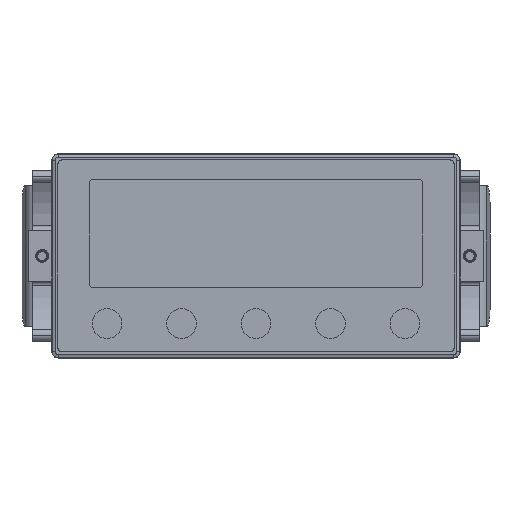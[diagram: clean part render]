
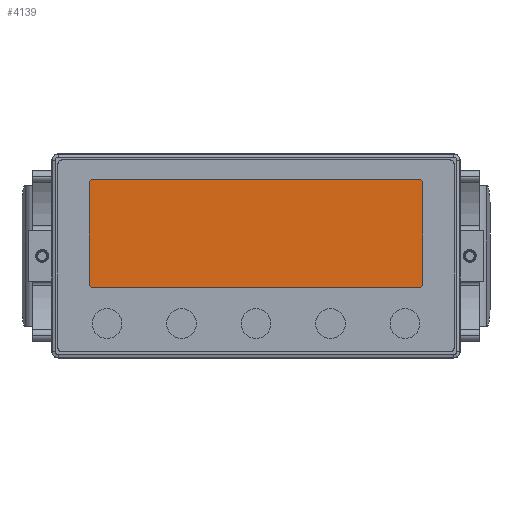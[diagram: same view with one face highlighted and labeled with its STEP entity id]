
A CAD part, top view. The second image highlights one B-rep face of the part: STEP entity #4139.
In plain terms, the highlighted planar face has unit normal (0, 0, 1).
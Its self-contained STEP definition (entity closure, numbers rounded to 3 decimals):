
#515 = CARTESIAN_POINT ( 'NONE',  ( 38.25, 17.02, 3.5 ) ) ;
#1034 = EDGE_CURVE ( 'NONE', #9921, #20854, #39887, .T. ) ;
#1709 = CARTESIAN_POINT ( 'NONE',  ( 39.25, -6.48, 3.5 ) ) ;
#2263 = DIRECTION ( 'NONE',  ( 0., 0., -1. ) ) ;
#2377 = VECTOR ( 'NONE', #2874, 1000. ) ;
#2874 = DIRECTION ( 'NONE',  ( -1., 0., 0. ) ) ;
#3519 = EDGE_CURVE ( 'NONE', #24720, #28920, #13508, .T. ) ;
#3911 = DIRECTION ( 'NONE',  ( 1., 0., 0. ) ) ;
#4139 = ADVANCED_FACE ( 'NONE', ( #12950 ), #33202, .T. ) ;
#4589 = ORIENTED_EDGE ( 'NONE', *, *, #1034, .F. ) ;
#4615 = AXIS2_PLACEMENT_3D ( 'NONE', #515, #24160, #3911 ) ;
#4812 = CARTESIAN_POINT ( 'NONE',  ( -38.25, -7.48, 3.5 ) ) ;
#5260 = EDGE_CURVE ( 'NONE', #20854, #32137, #21320, .T. ) ;
#6572 = CIRCLE ( 'NONE', #26972, 1. ) ;
#7497 = CARTESIAN_POINT ( 'NONE',  ( 38.25, -7.48, 3.5 ) ) ;
#7588 = VERTEX_POINT ( 'NONE', #1709 ) ;
#7776 = CIRCLE ( 'NONE', #28701, 1. ) ;
#8853 = ORIENTED_EDGE ( 'NONE', *, *, #21941, .F. ) ;
#8865 = CARTESIAN_POINT ( 'NONE',  ( -38.25, 17.02, 3.5 ) ) ;
#9515 = VERTEX_POINT ( 'NONE', #41876 ) ;
#9921 = VERTEX_POINT ( 'NONE', #13923 ) ;
#11861 = VECTOR ( 'NONE', #29421, 1000. ) ;
#11887 = CARTESIAN_POINT ( 'NONE',  ( -38.25, 18.02, 3.5 ) ) ;
#12281 = DIRECTION ( 'NONE',  ( 1., 0., 0. ) ) ;
#12856 = ORIENTED_EDGE ( 'NONE', *, *, #29351, .F. ) ;
#12950 = FACE_OUTER_BOUND ( 'NONE', #32373, .T. ) ;
#13508 = LINE ( 'NONE', #26492, #2377 ) ;
#13923 = CARTESIAN_POINT ( 'NONE',  ( -39.25, -6.48, 3.5 ) ) ;
#13945 = DIRECTION ( 'NONE',  ( 1., 0., 0. ) ) ;
#13951 = CARTESIAN_POINT ( 'NONE',  ( 0., 0., 3.5 ) ) ;
#14182 = ORIENTED_EDGE ( 'NONE', *, *, #15266, .F. ) ;
#15266 = EDGE_CURVE ( 'NONE', #23936, #7588, #27423, .T. ) ;
#15720 = ORIENTED_EDGE ( 'NONE', *, *, #26648, .F. ) ;
#16834 = DIRECTION ( 'NONE',  ( 0., 0., -1. ) ) ;
#17337 = DIRECTION ( 'NONE',  ( 1., 0., 0. ) ) ;
#17668 = DIRECTION ( 'NONE',  ( 0., -1., 0. ) ) ;
#18056 = ORIENTED_EDGE ( 'NONE', *, *, #30527, .F. ) ;
#19507 = VECTOR ( 'NONE', #17668, 1000. ) ;
#20854 = VERTEX_POINT ( 'NONE', #29267 ) ;
#21320 = CIRCLE ( 'NONE', #30232, 1. ) ;
#21941 = EDGE_CURVE ( 'NONE', #28920, #9921, #7776, .T. ) ;
#22509 = CARTESIAN_POINT ( 'NONE',  ( -38.25, -6.48, 3.5 ) ) ;
#23936 = VERTEX_POINT ( 'NONE', #42890 ) ;
#24160 = DIRECTION ( 'NONE',  ( 0., 0., -1. ) ) ;
#24720 = VERTEX_POINT ( 'NONE', #7497 ) ;
#25885 = DIRECTION ( 'NONE',  ( 1., 0., 0. ) ) ;
#26492 = CARTESIAN_POINT ( 'NONE',  ( 0., -7.48, 3.5 ) ) ;
#26648 = EDGE_CURVE ( 'NONE', #7588, #24720, #6572, .T. ) ;
#26972 = AXIS2_PLACEMENT_3D ( 'NONE', #37066, #16834, #40465 ) ;
#27423 = LINE ( 'NONE', #37912, #19507 ) ;
#27590 = CIRCLE ( 'NONE', #4615, 1. ) ;
#28701 = AXIS2_PLACEMENT_3D ( 'NONE', #22509, #2263, #25885 ) ;
#28920 = VERTEX_POINT ( 'NONE', #4812 ) ;
#29267 = CARTESIAN_POINT ( 'NONE',  ( -39.25, 17.02, 3.5 ) ) ;
#29282 = CARTESIAN_POINT ( 'NONE',  ( -39.25, 0., 3.5 ) ) ;
#29351 = EDGE_CURVE ( 'NONE', #9515, #23936, #27590, .T. ) ;
#29421 = DIRECTION ( 'NONE',  ( 0., 1., 0. ) ) ;
#30232 = AXIS2_PLACEMENT_3D ( 'NONE', #8865, #32530, #12281 ) ;
#30527 = EDGE_CURVE ( 'NONE', #32137, #9515, #42841, .T. ) ;
#31339 = AXIS2_PLACEMENT_3D ( 'NONE', #13951, #37572, #17337 ) ;
#32137 = VERTEX_POINT ( 'NONE', #11887 ) ;
#32373 = EDGE_LOOP ( 'NONE', ( #4589, #8853, #36263, #15720, #14182, #12856, #18056, #33633 ) ) ;
#32530 = DIRECTION ( 'NONE',  ( 0., 0., -1. ) ) ;
#33202 = PLANE ( 'NONE',  #31339 ) ;
#33633 = ORIENTED_EDGE ( 'NONE', *, *, #5260, .F. ) ;
#36263 = ORIENTED_EDGE ( 'NONE', *, *, #3519, .F. ) ;
#37031 = VECTOR ( 'NONE', #13945, 1000. ) ;
#37066 = CARTESIAN_POINT ( 'NONE',  ( 38.25, -6.48, 3.5 ) ) ;
#37562 = CARTESIAN_POINT ( 'NONE',  ( 0., 18.02, 3.5 ) ) ;
#37572 = DIRECTION ( 'NONE',  ( 0., 0., 1. ) ) ;
#37912 = CARTESIAN_POINT ( 'NONE',  ( 39.25, 0., 3.5 ) ) ;
#39887 = LINE ( 'NONE', #29282, #11861 ) ;
#40465 = DIRECTION ( 'NONE',  ( 1., 0., 0. ) ) ;
#41876 = CARTESIAN_POINT ( 'NONE',  ( 38.25, 18.02, 3.5 ) ) ;
#42841 = LINE ( 'NONE', #37562, #37031 ) ;
#42890 = CARTESIAN_POINT ( 'NONE',  ( 39.25, 17.02, 3.5 ) ) ;
